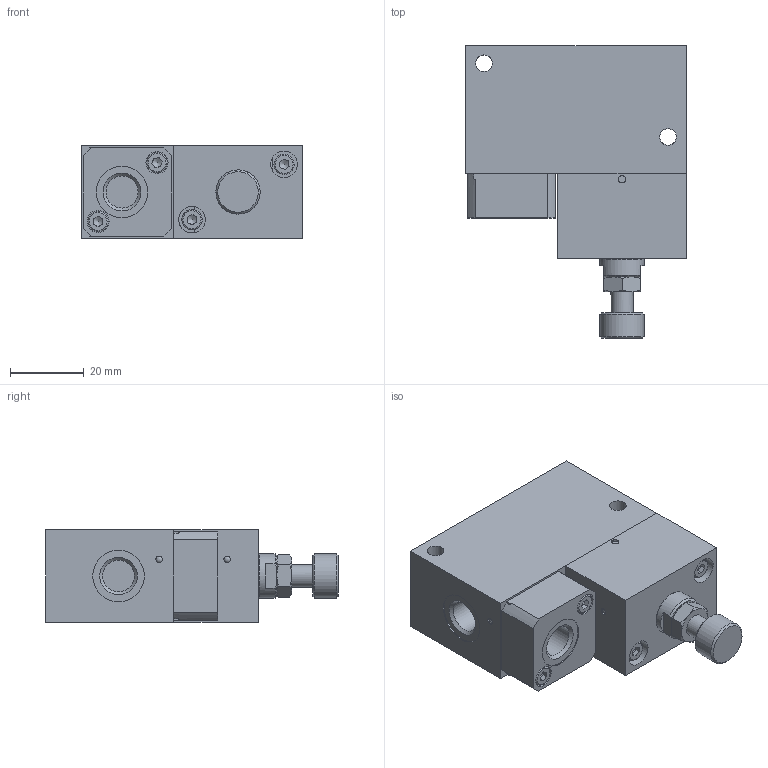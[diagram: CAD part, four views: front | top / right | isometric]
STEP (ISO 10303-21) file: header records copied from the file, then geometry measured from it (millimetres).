
FILE_DESCRIPTION(/* description */ (''),/* implementation_level */ '2;1');
FILE_NAME(/* name */ '900_18_8P.stp',/* time_stamp */ '2019-01-07T08:24:33+01:00',/* author */ ('maniean1'),/* organization */ ('Pneumax S.p.A.'),/* preprocessor_version */ 'ST-DEVELOPER v17',/* originating_system */ 'Autodesk Inventor 2019',/* authorisation */ '');
FILE_SCHEMA (('AUTOMOTIVE_DESIGN { 1 0 10303 214 3 1 1 }'));
Length unit declared in the file: millimetre
Products named in the file (1): 900_18_8P
Bounding box: 60 x 79.5 x 25 mm (x, y, z)
Volume: 76569.6 mm3; surface area: 17148.1 mm2
Topology: 1 solids, 6 shells, 183 faces, 453 edges, 307 vertices
Faces by surface type: plane 93, cylinder 45, cone 35, torus 6, sphere 4
Full cylindrical faces by diameter (mm): 1.75 x4, 2 x1, 3 x1, 3.242 x1, 4.25 x1, 4.5 x2, 5.5 x4, 6 x3, 6.8 x1, 7 x1, 7.25 x2, 8.566 x4, 8.7 x1, 12 x2, 14 x5
Entity records: 5837 total; most frequent: CARTESIAN_POINT 1213, DIRECTION 936, ORIENTED_EDGE 896, EDGE_CURVE 448, AXIS2_PLACEMENT_3D 373, VERTEX_POINT 307, EDGE_LOOP 219, LINE 190
